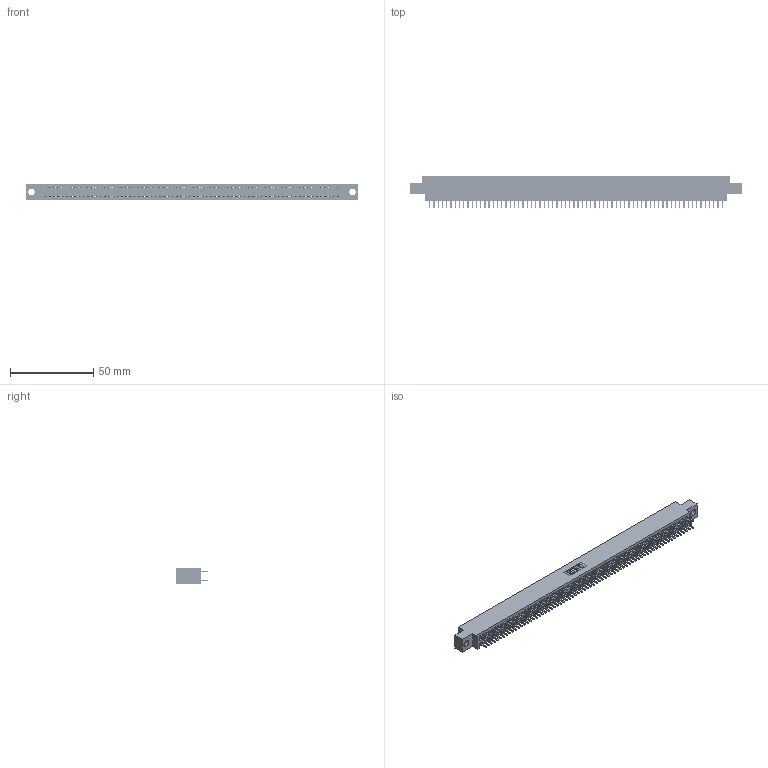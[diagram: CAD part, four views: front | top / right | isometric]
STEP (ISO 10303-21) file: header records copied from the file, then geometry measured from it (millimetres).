
FILE_DESCRIPTION (( 'STEP AP203' ), '1' );
FILE_NAME ('395-140-520-804.STEP', '2018-12-05T19:28:03', ( '' ), ( '' ), 'SwSTEP 2.0', 'SolidWorks 2016', '' );
FILE_SCHEMA (( 'CONFIG_CONTROL_DESIGN' ));
Length unit declared in the file: inch
Products named in the file (3): 345-292-001_345-293-120; 345 Part_0.170 Offset - 0.156 Dia-TH; 395-140-520-804
Assembly tree (141 placements, depth 2):
  395-140-520-804
    345 Part_0.170 Offset - 0.156 Dia-TH
    345-292-001_345-293-120  x140
Bounding box: 199.01 x 19.68 x 9.4 mm (x, y, z)
Volume: 19329.1 mm3; surface area: 28941.6 mm2
Topology: 141 solids, 141 shells, 7690 faces, 22333 edges, 14514 vertices
Faces by surface type: plane 4984, cylinder 2706
Entity records: 51403 total; most frequent: CARTESIAN_POINT 8604, ORIENTED_EDGE 8526, DIRECTION 7539, EDGE_CURVE 4263, VECTOR 3847, LINE 3847, VERTEX_POINT 2838, AXIS2_PLACEMENT_3D 1846
